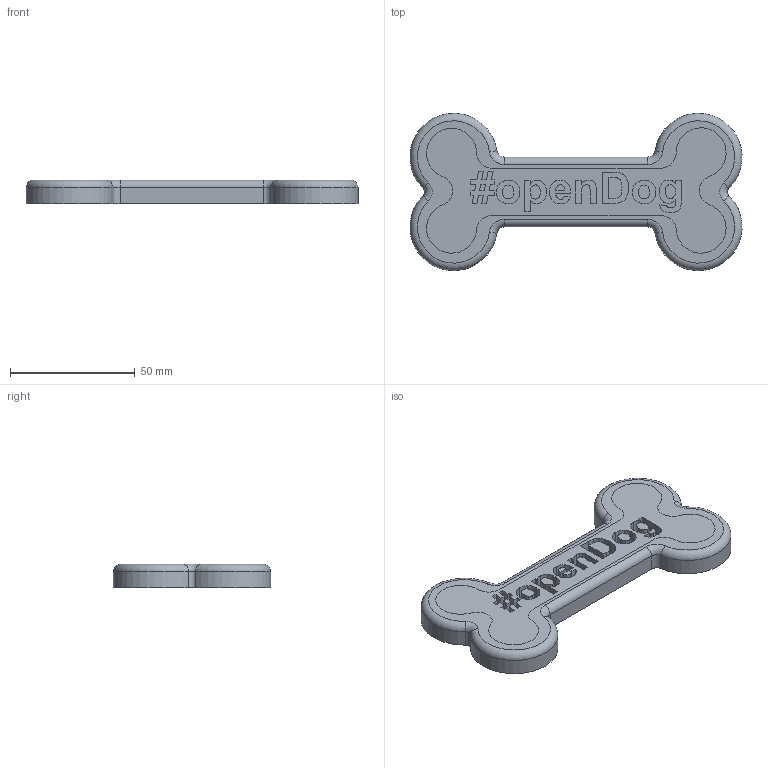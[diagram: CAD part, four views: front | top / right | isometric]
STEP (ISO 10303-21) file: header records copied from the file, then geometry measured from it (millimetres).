
FILE_DESCRIPTION(/* description */ (''),/* implementation_level */ '2;1');
FILE_NAME(/* name */ '939136b2-1940-4d8c-910e-013884a5b1c6.stp',/* time_stamp */ '2021-11-30T09:32:55+00:00',/* author */ (''),/* organization */ (''),/* preprocessor_version */ 'ST-DEVELOPER v18.1',/* originating_system */ 'Autodesk Translation Framework v10.10.0.1391',/* authorisation */ '');
FILE_SCHEMA (('AUTOMOTIVE_DESIGN { 1 0 10303 214 3 1 1 }'));
Length unit declared in the file: millimetre
Products named in the file (1): bone
Bounding box: 132.93 x 62.97 x 9.5 mm (x, y, z)
Volume: 48435.7 mm3; surface area: 24758 mm2
Topology: 2 solids, 2 shells, 247 faces, 672 edges, 444 vertices
Faces by surface type: bspline 121, plane 84, cylinder 32, torus 10
Entity records: 8952 total; most frequent: CARTESIAN_POINT 3421, ORIENTED_EDGE 1344, DIRECTION 766, EDGE_CURVE 672, VERTEX_POINT 444, LINE 348, VECTOR 348, EDGE_LOOP 264
